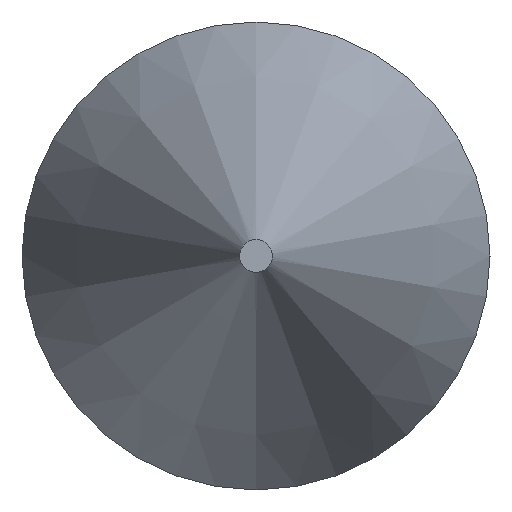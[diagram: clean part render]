
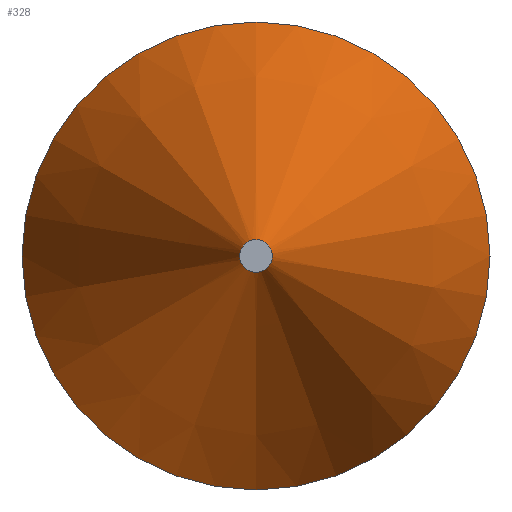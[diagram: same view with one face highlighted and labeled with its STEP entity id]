
A CAD part, left-side view. The second image highlights one B-rep face of the part: STEP entity #328.
In plain terms, the highlighted conical face has half-angle 22.5 degrees and reference radius 0.362 mm.
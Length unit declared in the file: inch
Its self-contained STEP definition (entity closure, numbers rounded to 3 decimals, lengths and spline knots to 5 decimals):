
#12 = DIRECTION ( 'NONE',  ( -1., 0., 0. ) ) ;
#22 = CARTESIAN_POINT ( 'NONE',  ( -0.302, 0., 0. ) ) ;
#230 = AXIS2_PLACEMENT_3D ( 'NONE', #22, #12, #663 ) ;
#239 = EDGE_CURVE ( 'NONE', #638, #638, #1030, .T. ) ;
#246 = CONICAL_SURFACE ( 'NONE', #1479, 0.01425, 0.393 ) ;
#316 = FACE_BOUND ( 'NONE', #548, .T. ) ;
#328 = ADVANCED_FACE ( 'NONE', ( #316, #1268 ), #246, .T. ) ;
#415 = CARTESIAN_POINT ( 'NONE',  ( -0.27001, 0., 0. ) ) ;
#416 = DIRECTION ( 'NONE',  ( 0., 0., -1. ) ) ;
#484 = VERTEX_POINT ( 'NONE', #1198 ) ;
#539 = DIRECTION ( 'NONE',  ( 1., 0., 0. ) ) ;
#548 = EDGE_LOOP ( 'NONE', ( #685 ) ) ;
#618 = CARTESIAN_POINT ( 'NONE',  ( -0.302, 0., 0.001 ) ) ;
#638 = VERTEX_POINT ( 'NONE', #618 ) ;
#663 = DIRECTION ( 'NONE',  ( 0., 0., 1. ) ) ;
#685 = ORIENTED_EDGE ( 'NONE', *, *, #239, .F. ) ;
#775 = AXIS2_PLACEMENT_3D ( 'NONE', #415, #1593, #804 ) ;
#804 = DIRECTION ( 'NONE',  ( 0., 0., 1. ) ) ;
#985 = ORIENTED_EDGE ( 'NONE', *, *, #1346, .T. ) ;
#1030 = CIRCLE ( 'NONE', #230, 0.001 ) ;
#1055 = CARTESIAN_POINT ( 'NONE',  ( -0.27001, 0., 0. ) ) ;
#1165 = EDGE_LOOP ( 'NONE', ( #985 ) ) ;
#1198 = CARTESIAN_POINT ( 'NONE',  ( -0.27001, 0., 0.01425 ) ) ;
#1268 = FACE_OUTER_BOUND ( 'NONE', #1165, .T. ) ;
#1346 = EDGE_CURVE ( 'NONE', #484, #484, #1362, .T. ) ;
#1362 = CIRCLE ( 'NONE', #775, 0.01425 ) ;
#1479 = AXIS2_PLACEMENT_3D ( 'NONE', #1055, #539, #416 ) ;
#1593 = DIRECTION ( 'NONE',  ( -1., 0., 0. ) ) ;
